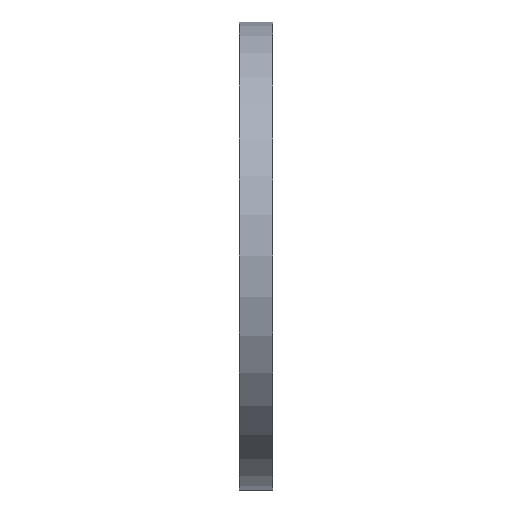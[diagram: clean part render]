
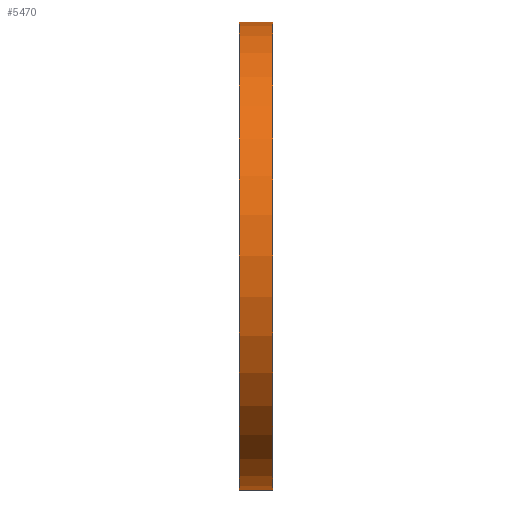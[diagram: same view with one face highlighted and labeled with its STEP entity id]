
A CAD part, left-side view. The second image highlights one B-rep face of the part: STEP entity #5470.
In plain terms, the highlighted cylindrical face has radius 70 mm (diameter 140 mm), a partial arc.
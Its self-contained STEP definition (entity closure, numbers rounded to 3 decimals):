
#921 = VERTEX_POINT ( 'NONE', #5996 ) ;
#1213 = AXIS2_PLACEMENT_3D ( 'NONE', #3857, #7263, #5071 ) ;
#1432 = DIRECTION ( 'NONE',  ( 0., 1., 0. ) ) ;
#1901 = EDGE_CURVE ( 'NONE', #8201, #3253, #14008, .T. ) ;
#1909 = EDGE_LOOP ( 'NONE', ( #10111, #10255, #4379, #8503 ) ) ;
#2694 = CARTESIAN_POINT ( 'NONE',  ( 0., 10., 0. ) ) ;
#3253 = VERTEX_POINT ( 'NONE', #6781 ) ;
#3857 = CARTESIAN_POINT ( 'NONE',  ( 0., 0., 0. ) ) ;
#3916 = CARTESIAN_POINT ( 'NONE',  ( 0., 10., -70. ) ) ;
#4379 = ORIENTED_EDGE ( 'NONE', *, *, #6278, .T. ) ;
#4690 = CYLINDRICAL_SURFACE ( 'NONE', #7371, 70. ) ;
#5071 = DIRECTION ( 'NONE',  ( 0., 0., 1. ) ) ;
#5470 = ADVANCED_FACE ( 'NONE', ( #11119 ), #4690, .T. ) ;
#5996 = CARTESIAN_POINT ( 'NONE',  ( 0., 0., -70. ) ) ;
#6278 = EDGE_CURVE ( 'NONE', #8201, #921, #9218, .T. ) ;
#6781 = CARTESIAN_POINT ( 'NONE',  ( 0., 10., 70. ) ) ;
#6900 = LINE ( 'NONE', #7272, #10725 ) ;
#7090 = DIRECTION ( 'NONE',  ( 0., 0., -1. ) ) ;
#7263 = DIRECTION ( 'NONE',  ( 0., 1., 0. ) ) ;
#7272 = CARTESIAN_POINT ( 'NONE',  ( 0., 10., 70. ) ) ;
#7371 = AXIS2_PLACEMENT_3D ( 'NONE', #2694, #11659, #7090 ) ;
#7391 = EDGE_CURVE ( 'NONE', #921, #12425, #8667, .T. ) ;
#8201 = VERTEX_POINT ( 'NONE', #8862 ) ;
#8445 = EDGE_CURVE ( 'NONE', #3253, #12425, #6900, .T. ) ;
#8503 = ORIENTED_EDGE ( 'NONE', *, *, #7391, .T. ) ;
#8667 = CIRCLE ( 'NONE', #1213, 70. ) ;
#8862 = CARTESIAN_POINT ( 'NONE',  ( 0., 10., -70. ) ) ;
#9218 = LINE ( 'NONE', #3916, #13391 ) ;
#9468 = DIRECTION ( 'NONE',  ( 0., 0., 1. ) ) ;
#10111 = ORIENTED_EDGE ( 'NONE', *, *, #8445, .F. ) ;
#10255 = ORIENTED_EDGE ( 'NONE', *, *, #1901, .F. ) ;
#10725 = VECTOR ( 'NONE', #13813, 1000. ) ;
#11119 = FACE_OUTER_BOUND ( 'NONE', #1909, .T. ) ;
#11659 = DIRECTION ( 'NONE',  ( 0., -1., 0. ) ) ;
#12425 = VERTEX_POINT ( 'NONE', #13316 ) ;
#13316 = CARTESIAN_POINT ( 'NONE',  ( 0., 0., 70. ) ) ;
#13391 = VECTOR ( 'NONE', #13862, 1000. ) ;
#13578 = CARTESIAN_POINT ( 'NONE',  ( 0., 10., 0. ) ) ;
#13603 = AXIS2_PLACEMENT_3D ( 'NONE', #13578, #1432, #9468 ) ;
#13813 = DIRECTION ( 'NONE',  ( 0., -1., 0. ) ) ;
#13862 = DIRECTION ( 'NONE',  ( 0., -1., 0. ) ) ;
#14008 = CIRCLE ( 'NONE', #13603, 70. ) ;
